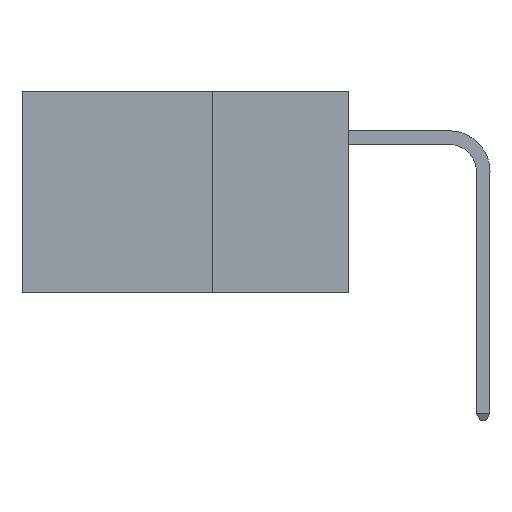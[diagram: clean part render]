
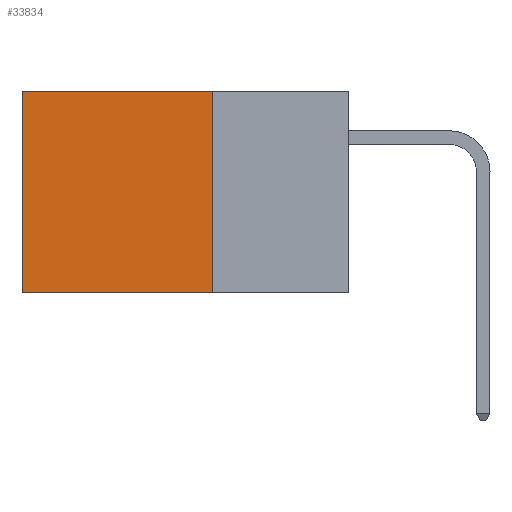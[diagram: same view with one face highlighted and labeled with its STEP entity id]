
A CAD part, left-side view. The second image highlights one B-rep face of the part: STEP entity #33834.
In plain terms, the highlighted planar face has unit normal (-1, 0, 0).
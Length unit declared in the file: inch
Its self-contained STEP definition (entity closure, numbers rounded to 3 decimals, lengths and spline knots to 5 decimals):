
#323 = LINE ( 'NONE', #3714, #29219 ) ;
#1953 = ORIENTED_EDGE ( 'NONE', *, *, #34636, .T. ) ;
#3586 = DIRECTION ( 'NONE',  ( 1., 0., 0. ) ) ;
#3714 = CARTESIAN_POINT ( 'NONE',  ( 0.2875, 0.25, 0. ) ) ;
#5230 = CARTESIAN_POINT ( 'NONE',  ( 0.2875, 0.25, -0.37 ) ) ;
#7058 = EDGE_CURVE ( 'NONE', #19935, #21635, #323, .T. ) ;
#7706 = DIRECTION ( 'NONE',  ( 0., 0., -1. ) ) ;
#8125 = DIRECTION ( 'NONE',  ( 0., 1., 0. ) ) ;
#9676 = FACE_OUTER_BOUND ( 'NONE', #30063, .T. ) ;
#9718 = ORIENTED_EDGE ( 'NONE', *, *, #17592, .F. ) ;
#10005 = ORIENTED_EDGE ( 'NONE', *, *, #25638, .T. ) ;
#10775 = CARTESIAN_POINT ( 'NONE',  ( 0.2875, 0.25, 0. ) ) ;
#17592 = EDGE_CURVE ( 'NONE', #21635, #29893, #29008, .T. ) ;
#17904 = LINE ( 'NONE', #24337, #26045 ) ;
#19935 = VERTEX_POINT ( 'NONE', #31882 ) ;
#20396 = CARTESIAN_POINT ( 'NONE',  ( 0.2875, 0.25, 0. ) ) ;
#21635 = VERTEX_POINT ( 'NONE', #33459 ) ;
#22378 = AXIS2_PLACEMENT_3D ( 'NONE', #20396, #3586, #23172 ) ;
#23172 = DIRECTION ( 'NONE',  ( 0., 0., -1. ) ) ;
#24337 = CARTESIAN_POINT ( 'NONE',  ( 0.2875, 0.6, 0. ) ) ;
#25638 = EDGE_CURVE ( 'NONE', #19935, #32364, #32805, .T. ) ;
#26045 = VECTOR ( 'NONE', #7706, 39.37008 ) ;
#27204 = VECTOR ( 'NONE', #30102, 39.37008 ) ;
#29008 = LINE ( 'NONE', #5230, #35446 ) ;
#29219 = VECTOR ( 'NONE', #34352, 39.37008 ) ;
#29893 = VERTEX_POINT ( 'NONE', #29900 ) ;
#29900 = CARTESIAN_POINT ( 'NONE',  ( 0.2875, 0.6, -0.37 ) ) ;
#30063 = EDGE_LOOP ( 'NONE', ( #1953, #9718, #35208, #10005 ) ) ;
#30102 = DIRECTION ( 'NONE',  ( 0., 1., 0. ) ) ;
#31376 = PLANE ( 'NONE',  #22378 ) ;
#31882 = CARTESIAN_POINT ( 'NONE',  ( 0.2875, 0.25, 0. ) ) ;
#32364 = VERTEX_POINT ( 'NONE', #35687 ) ;
#32805 = LINE ( 'NONE', #10775, #27204 ) ;
#33459 = CARTESIAN_POINT ( 'NONE',  ( 0.2875, 0.25, -0.37 ) ) ;
#33834 = ADVANCED_FACE ( 'NONE', ( #9676 ), #31376, .F. ) ;
#34352 = DIRECTION ( 'NONE',  ( 0., 0., -1. ) ) ;
#34636 = EDGE_CURVE ( 'NONE', #32364, #29893, #17904, .T. ) ;
#35208 = ORIENTED_EDGE ( 'NONE', *, *, #7058, .F. ) ;
#35446 = VECTOR ( 'NONE', #8125, 39.37008 ) ;
#35687 = CARTESIAN_POINT ( 'NONE',  ( 0.2875, 0.6, 0. ) ) ;
